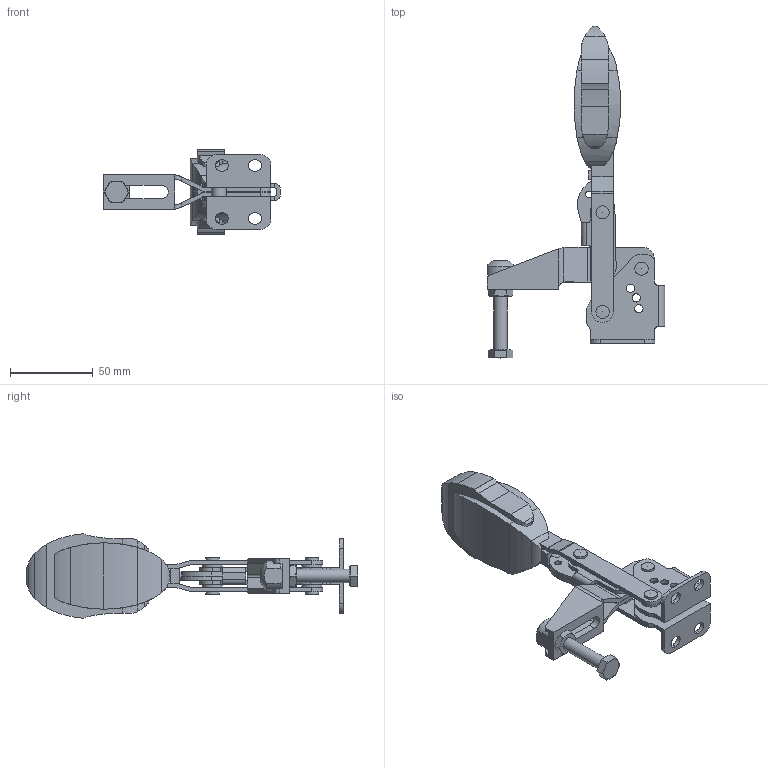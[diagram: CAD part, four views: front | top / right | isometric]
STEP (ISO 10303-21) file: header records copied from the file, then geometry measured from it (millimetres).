
FILE_DESCRIPTION( ( 'STEP AP214' ), '1' );
FILE_NAME( 'K0662.008101 STP.stp', '2020-10-15T07:50:42', ( '' ), ( '' ), ' ', 'PARTsolutions', ' ' );
FILE_SCHEMA( ( 'AUTOMOTIVE_DESIGN { 1 0 10303 214 1 1 1 1 }' ) );
Length unit declared in the file: millimetre
Products named in the file (16): K0662.0081010; _bbt_fuss_3; _bbv_spannhebel_3; _nieten_AK02009; _griff_sperre_3; _bbo_sicherung_4; _spannarm_bbu_3; _buchsen_AK02103; _nieten_AK02006; _bbw_lasche_3; _bee_raststueck_3; _buchse_m_bund_AK02102; _scheibe_drm12; _M 8_mutter_1; _M 8_45_1; _K0664.08
Assembly tree (21 placements, depth 2):
  K0662.0081010
    _bbt_fuss_3
    _bbv_spannhebel_3
    _nieten_AK02009  x2
    _griff_sperre_3
    _bbo_sicherung_4
    _spannarm_bbu_3
    _buchsen_AK02103  x2
    _nieten_AK02006  x2
    _bbw_lasche_3
    _bee_raststueck_3  x2
    _buchse_m_bund_AK02102  x2
    _scheibe_drm12  x2
    _M 8_mutter_1
    _M 8_45_1
    _K0664.08
Bounding box: 107 x 200.16 x 51.1 mm (x, y, z)
Volume: 121373.2 mm3; surface area: 61054 mm2
Topology: 21 solids, 21 shells, 484 faces, 1251 edges, 811 vertices
Faces by surface type: cylinder 218, plane 213, cone 44, sphere 9
Full cylindrical faces by diameter (mm): 4 x6, 5 x7, 5.2 x1, 5.5 x1, 6 x16, 6.647 x2, 8 x9, 8.5 x4, 8.6 x2, 9 x14, 11.6 x1, 12 x4
Entity records: 16879 total; most frequent: CARTESIAN_POINT 2943, DIRECTION 2135, ORIENTED_EDGE 2058, EDGE_CURVE 1029, AXIS2_PLACEMENT_3D 788, VERTEX_POINT 710, EDGE_LOOP 567, LINE 559
